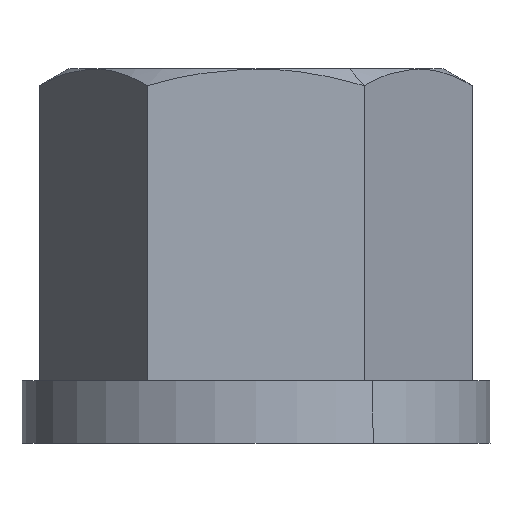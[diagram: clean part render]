
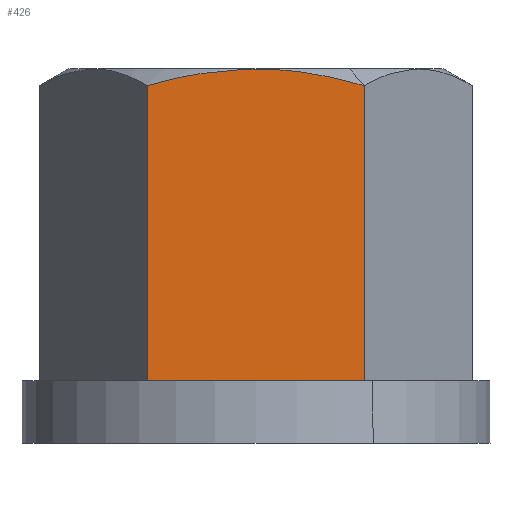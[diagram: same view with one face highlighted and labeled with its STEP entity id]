
A CAD part, left-side view. The second image highlights one B-rep face of the part: STEP entity #426.
In plain terms, the highlighted planar face has unit normal (-1, 0, 0).
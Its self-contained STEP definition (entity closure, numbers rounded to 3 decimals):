
#192=EDGE_CURVE('',#478,#462,#516,.T.);
#202=VERTEX_POINT('',#526);
#302=VERTEX_POINT('',#640);
#386=EDGE_CURVE('',#202,#462,#734,.T.);
#390=EDGE_CURVE('',#302,#202,#738,.T.);
#426=ADVANCED_FACE('',(#777),#778,.T.);
#434=EDGE_CURVE('',#478,#302,#786,.T.);
#462=VERTEX_POINT('',#817);
#478=VERTEX_POINT('',#837);
#516=LINE('',#907,#908);
#526=CARTESIAN_POINT('',(-18.013,-10.4,34.383));
#640=CARTESIAN_POINT('',(-18.013,-10.4,6.));
#734=(B_SPLINE_CURVE(2,(#1262,#1263,#1264),.UNSPECIFIED.,.F.,.F.)B_SPLINE_CURVE_WITH_KNOTS((3,3),(15.236,44.247),.UNSPECIFIED.)RATIONAL_B_SPLINE_CURVE((1.329,1.535,1.329))BOUNDED_CURVE()REPRESENTATION_ITEM('')GEOMETRIC_REPRESENTATION_ITEM()CURVE());
#738=LINE('',#1276,#1277);
#777=FACE_OUTER_BOUND('',#1341,.T.);
#778=PLANE('',#1342);
#786=LINE('',#1363,#1364);
#817=CARTESIAN_POINT('',(-18.013,10.4,34.383));
#837=CARTESIAN_POINT('',(-18.013,10.4,6.));
#907=CARTESIAN_POINT('',(-18.013,10.4,0.0));
#908=VECTOR('',#1436,1.0);
#1262=CARTESIAN_POINT('',(-18.013,-10.4,34.383));
#1263=CARTESIAN_POINT('',(-18.013,0.,37.386));
#1264=CARTESIAN_POINT('',(-18.013,10.4,34.383));
#1276=CARTESIAN_POINT('',(-18.013,-10.4,0.0));
#1277=VECTOR('',#1692,1.0);
#1341=EDGE_LOOP('',(#1727,#1728,#1729,#1730));
#1342=AXIS2_PLACEMENT_3D('',#1731,#1732,#1733);
#1363=CARTESIAN_POINT('',(-18.013,-9.7,6.));
#1364=VECTOR('',#1735,1.0);
#1436=DIRECTION('',(0.0,0.0,1.0));
#1692=DIRECTION('',(0.0,0.0,1.0));
#1727=ORIENTED_EDGE('',*,*,#434,.T.);
#1728=ORIENTED_EDGE('',*,*,#390,.T.);
#1729=ORIENTED_EDGE('',*,*,#386,.T.);
#1730=ORIENTED_EDGE('',*,*,#192,.F.);
#1731=CARTESIAN_POINT('',(-18.013,-10.4,0.0));
#1732=DIRECTION('',(-1.0,0.0,0.0));
#1733=DIRECTION('',(0.0,0.0,-1.0));
#1735=DIRECTION('',(0.0,-1.0,0.));
